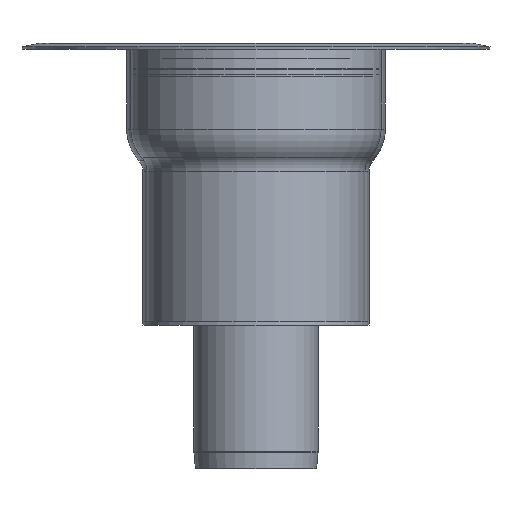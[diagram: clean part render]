
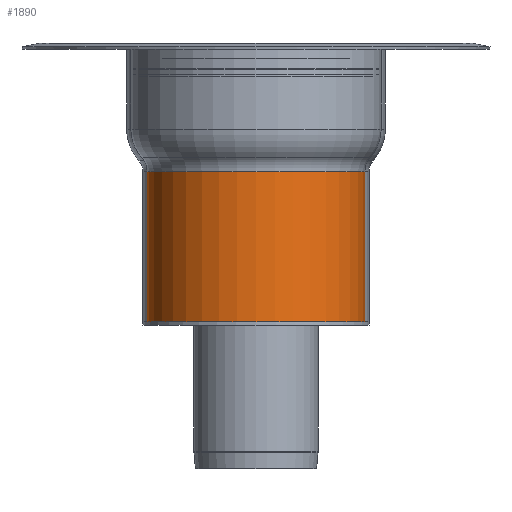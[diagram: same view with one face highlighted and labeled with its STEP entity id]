
A CAD part, left-side view. The second image highlights one B-rep face of the part: STEP entity #1890.
In plain terms, the highlighted cylindrical face has radius 640 mm (diameter 1280 mm), a full revolution.
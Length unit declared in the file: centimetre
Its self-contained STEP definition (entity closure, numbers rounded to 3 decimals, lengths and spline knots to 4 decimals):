
#292=FACE_OUTER_BOUND('',#419,.T.);
#419=EDGE_LOOP('',(#1740,#1741,#1742,#1743,#1744));
#481=LINE('',#3610,#541);
#541=VECTOR('',#2894,64.);
#720=CIRCLE('',#2207,64.);
#721=CIRCLE('',#2208,64.);
#723=CIRCLE('',#2211,64.);
#904=VERTEX_POINT('',#3603);
#905=VERTEX_POINT('',#3604);
#906=VERTEX_POINT('',#3609);
#1182=EDGE_CURVE('',#904,#905,#720,.T.);
#1183=EDGE_CURVE('',#905,#904,#721,.T.);
#1185=EDGE_CURVE('',#904,#906,#481,.T.);
#1186=EDGE_CURVE('',#906,#906,#723,.T.);
#1740=ORIENTED_EDGE('',*,*,#1182,.T.);
#1741=ORIENTED_EDGE('',*,*,#1183,.T.);
#1742=ORIENTED_EDGE('',*,*,#1185,.T.);
#1743=ORIENTED_EDGE('',*,*,#1186,.F.);
#1744=ORIENTED_EDGE('',*,*,#1185,.F.);
#1777=CYLINDRICAL_SURFACE('',#2210,64.);
#1890=ADVANCED_FACE('',(#292),#1777,.T.);
#2207=AXIS2_PLACEMENT_3D('',#3605,#2886,#2887);
#2208=AXIS2_PLACEMENT_3D('',#3606,#2888,#2889);
#2210=AXIS2_PLACEMENT_3D('',#3608,#2892,#2893);
#2211=AXIS2_PLACEMENT_3D('',#3611,#2895,#2896);
#2886=DIRECTION('center_axis',(0.,0.,-1.));
#2887=DIRECTION('ref_axis',(1.,0.,0.));
#2888=DIRECTION('center_axis',(0.,0.,-1.));
#2889=DIRECTION('ref_axis',(1.,0.,0.));
#2892=DIRECTION('center_axis',(0.,0.,-1.));
#2893=DIRECTION('ref_axis',(1.,0.,0.));
#2894=DIRECTION('',(0.,0.,-1.));
#2895=DIRECTION('center_axis',(0.,0.,-1.));
#2896=DIRECTION('ref_axis',(1.,0.,0.));
#3603=CARTESIAN_POINT('',(-255.8538,147.9686,174.652));
#3604=CARTESIAN_POINT('',(-191.8538,83.9686,174.652));
#3605=CARTESIAN_POINT('Origin',(-191.8538,147.9686,174.652));
#3606=CARTESIAN_POINT('Origin',(-191.8538,147.9686,174.652));
#3608=CARTESIAN_POINT('Origin',(-191.8538,147.9686,130.5483));
#3609=CARTESIAN_POINT('',(-255.8538,147.9686,86.44));
#3610=CARTESIAN_POINT('',(-255.8538,147.9686,130.5483));
#3611=CARTESIAN_POINT('Origin',(-191.8538,147.9686,86.44));
